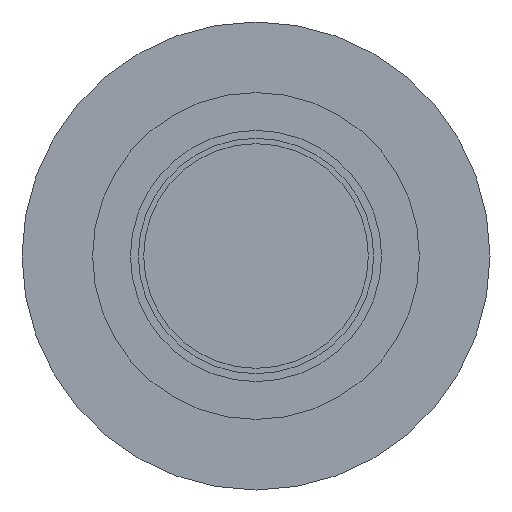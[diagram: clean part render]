
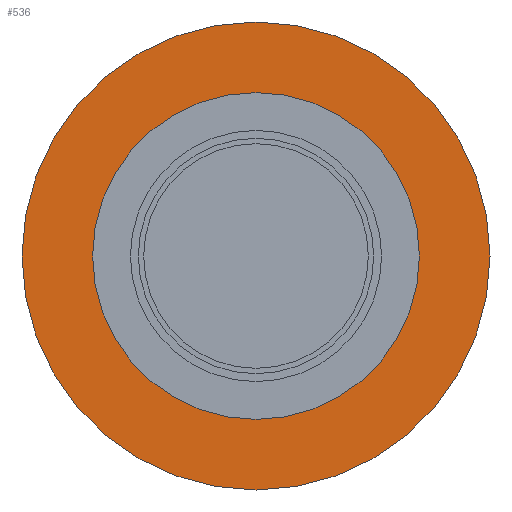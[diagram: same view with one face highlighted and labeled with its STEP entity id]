
A CAD part, front view. The second image highlights one B-rep face of the part: STEP entity #536.
In plain terms, the highlighted planar face has unit normal (0, -1, 0).
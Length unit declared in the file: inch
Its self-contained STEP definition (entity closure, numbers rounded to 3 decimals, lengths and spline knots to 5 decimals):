
#30 = CARTESIAN_POINT ( 'NONE',  ( 0., 0., 0. ) ) ;
#39 = DIRECTION ( 'NONE',  ( 0., 0., -1. ) ) ;
#60 = AXIS2_PLACEMENT_3D ( 'NONE', #89, #334, #39 ) ;
#61 = CIRCLE ( 'NONE', #360, 1.03 ) ;
#79 = CARTESIAN_POINT ( 'NONE',  ( 0., 0., 1.03 ) ) ;
#89 = CARTESIAN_POINT ( 'NONE',  ( 0., 0., 0. ) ) ;
#97 = CARTESIAN_POINT ( 'NONE',  ( 0., 0., 0. ) ) ;
#100 = AXIS2_PLACEMENT_3D ( 'NONE', #324, #566, #226 ) ;
#119 = EDGE_CURVE ( 'NONE', #276, #501, #575, .T. ) ;
#130 = EDGE_CURVE ( 'NONE', #244, #739, #61, .T. ) ;
#152 = EDGE_CURVE ( 'NONE', #501, #276, #284, .T. ) ;
#154 = DIRECTION ( 'NONE',  ( 0., 1., 0. ) ) ;
#213 = DIRECTION ( 'NONE',  ( 0., 0., -1. ) ) ;
#226 = DIRECTION ( 'NONE',  ( 0., 0., -1. ) ) ;
#244 = VERTEX_POINT ( 'NONE', #526 ) ;
#253 = ORIENTED_EDGE ( 'NONE', *, *, #119, .T. ) ;
#256 = CARTESIAN_POINT ( 'NONE',  ( 0., 0., 1.03 ) ) ;
#276 = VERTEX_POINT ( 'NONE', #770 ) ;
#284 = CIRCLE ( 'NONE', #600, 1.475 ) ;
#319 = FACE_OUTER_BOUND ( 'NONE', #364, .T. ) ;
#324 = CARTESIAN_POINT ( 'NONE',  ( 0., 0., 0. ) ) ;
#334 = DIRECTION ( 'NONE',  ( 0., -1., 0. ) ) ;
#360 = AXIS2_PLACEMENT_3D ( 'NONE', #97, #460, #509 ) ;
#364 = EDGE_LOOP ( 'NONE', ( #614, #253 ) ) ;
#424 = CARTESIAN_POINT ( 'NONE',  ( 0., 0., -1.475 ) ) ;
#442 = DIRECTION ( 'NONE',  ( 0., -1., 0. ) ) ;
#460 = DIRECTION ( 'NONE',  ( 0., -1., 0. ) ) ;
#501 = VERTEX_POINT ( 'NONE', #424 ) ;
#509 = DIRECTION ( 'NONE',  ( 0., 0., -1. ) ) ;
#526 = CARTESIAN_POINT ( 'NONE',  ( 0., 0., -1.03 ) ) ;
#536 = ADVANCED_FACE ( 'NONE', ( #674, #319 ), #616, .F. ) ;
#549 = CIRCLE ( 'NONE', #60, 1.03 ) ;
#566 = DIRECTION ( 'NONE',  ( 0., -1., 0. ) ) ;
#575 = CIRCLE ( 'NONE', #100, 1.475 ) ;
#587 = AXIS2_PLACEMENT_3D ( 'NONE', #79, #154, #725 ) ;
#600 = AXIS2_PLACEMENT_3D ( 'NONE', #30, #442, #213 ) ;
#614 = ORIENTED_EDGE ( 'NONE', *, *, #152, .T. ) ;
#616 = PLANE ( 'NONE',  #587 ) ;
#660 = ORIENTED_EDGE ( 'NONE', *, *, #749, .F. ) ;
#674 = FACE_BOUND ( 'NONE', #724, .T. ) ;
#703 = ORIENTED_EDGE ( 'NONE', *, *, #130, .F. ) ;
#724 = EDGE_LOOP ( 'NONE', ( #703, #660 ) ) ;
#725 = DIRECTION ( 'NONE',  ( 0., 0., 1. ) ) ;
#739 = VERTEX_POINT ( 'NONE', #256 ) ;
#749 = EDGE_CURVE ( 'NONE', #739, #244, #549, .T. ) ;
#770 = CARTESIAN_POINT ( 'NONE',  ( 0., 0., 1.475 ) ) ;
